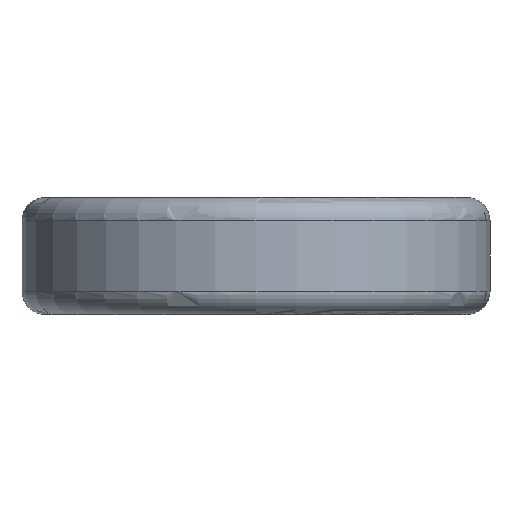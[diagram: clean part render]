
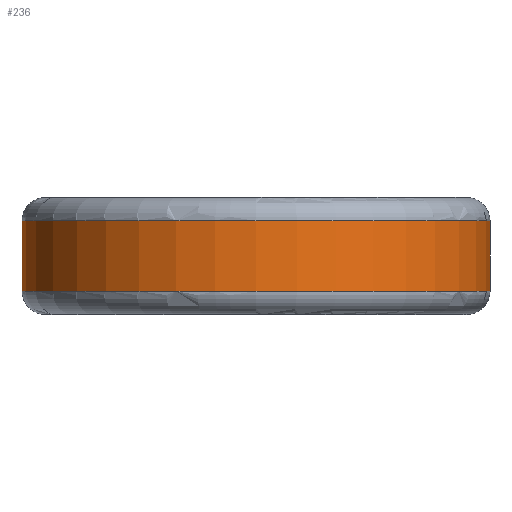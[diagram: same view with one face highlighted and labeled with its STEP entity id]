
A CAD part, front view. The second image highlights one B-rep face of the part: STEP entity #236.
In plain terms, the highlighted cylindrical face has radius 100 mm (diameter 200 mm), a partial arc.
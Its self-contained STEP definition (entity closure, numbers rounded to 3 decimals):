
#2 = AXIS2_PLACEMENT_3D ( 'NONE', #110, #580, #2029 ) ;
#20 = CIRCLE ( 'NONE', #544, 100. ) ;
#73 = VERTEX_POINT ( 'NONE', #1675 ) ;
#110 = CARTESIAN_POINT ( 'NONE',  ( 0., 0., 40. ) ) ;
#192 = DIRECTION ( 'NONE',  ( 0., 0., -1. ) ) ;
#229 = CARTESIAN_POINT ( 'NONE',  ( 100., 0., 40. ) ) ;
#236 = ADVANCED_FACE ( 'NONE', ( #1963 ), #1134, .T. ) ;
#258 = LINE ( 'NONE', #1696, #1620 ) ;
#415 = DIRECTION ( 'NONE',  ( 0., 0., -1. ) ) ;
#523 = CARTESIAN_POINT ( 'NONE',  ( 0., 0., 50. ) ) ;
#544 = AXIS2_PLACEMENT_3D ( 'NONE', #711, #1197, #1357 ) ;
#559 = DIRECTION ( 'NONE',  ( 0., 0., -1. ) ) ;
#570 = CARTESIAN_POINT ( 'NONE',  ( -100., 0., 10. ) ) ;
#580 = DIRECTION ( 'NONE',  ( 0., 0., -1. ) ) ;
#585 = VECTOR ( 'NONE', #415, 1000. ) ;
#697 = VERTEX_POINT ( 'NONE', #1962 ) ;
#711 = CARTESIAN_POINT ( 'NONE',  ( 0., 0., 10. ) ) ;
#826 = VERTEX_POINT ( 'NONE', #229 ) ;
#891 = EDGE_CURVE ( 'NONE', #1083, #697, #20, .T. ) ;
#1083 = VERTEX_POINT ( 'NONE', #570 ) ;
#1134 = CYLINDRICAL_SURFACE ( 'NONE', #1953, 100. ) ;
#1197 = DIRECTION ( 'NONE',  ( 0., 0., 1. ) ) ;
#1357 = DIRECTION ( 'NONE',  ( 1., 0., 0. ) ) ;
#1377 = EDGE_CURVE ( 'NONE', #826, #697, #258, .T. ) ;
#1478 = ORIENTED_EDGE ( 'NONE', *, *, #1377, .F. ) ;
#1550 = LINE ( 'NONE', #1875, #585 ) ;
#1620 = VECTOR ( 'NONE', #559, 1000. ) ;
#1627 = ORIENTED_EDGE ( 'NONE', *, *, #1727, .T. ) ;
#1659 = DIRECTION ( 'NONE',  ( -1., 0., 0. ) ) ;
#1675 = CARTESIAN_POINT ( 'NONE',  ( -100., 0., 40. ) ) ;
#1696 = CARTESIAN_POINT ( 'NONE',  ( 100., 0., 50. ) ) ;
#1703 = EDGE_LOOP ( 'NONE', ( #1478, #1627, #1971, #1833 ) ) ;
#1727 = EDGE_CURVE ( 'NONE', #826, #73, #2010, .T. ) ;
#1765 = EDGE_CURVE ( 'NONE', #73, #1083, #1550, .T. ) ;
#1833 = ORIENTED_EDGE ( 'NONE', *, *, #891, .T. ) ;
#1875 = CARTESIAN_POINT ( 'NONE',  ( -100., 0., 50. ) ) ;
#1953 = AXIS2_PLACEMENT_3D ( 'NONE', #523, #192, #1659 ) ;
#1962 = CARTESIAN_POINT ( 'NONE',  ( 100., 0., 10. ) ) ;
#1963 = FACE_OUTER_BOUND ( 'NONE', #1703, .T. ) ;
#1971 = ORIENTED_EDGE ( 'NONE', *, *, #1765, .T. ) ;
#2010 = CIRCLE ( 'NONE', #2, 100. ) ;
#2029 = DIRECTION ( 'NONE',  ( 1., 0., 0. ) ) ;
